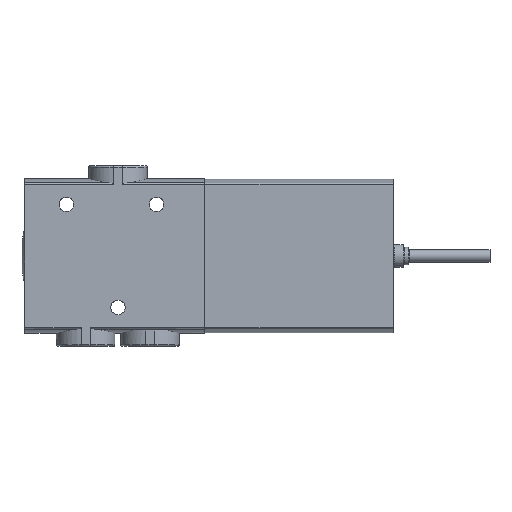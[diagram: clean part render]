
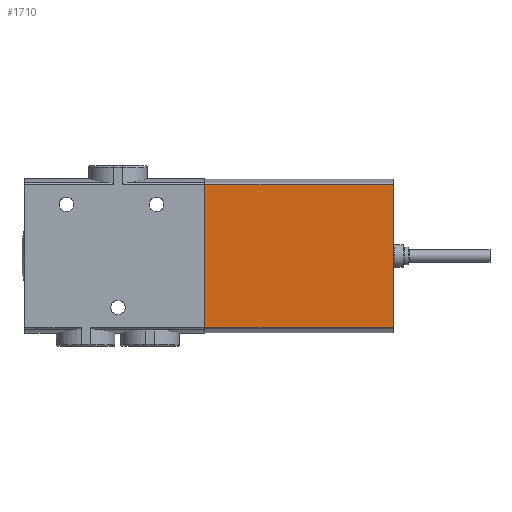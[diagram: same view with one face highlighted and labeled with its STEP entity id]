
A CAD part, top view. The second image highlights one B-rep face of the part: STEP entity #1710.
In plain terms, the highlighted planar face has unit normal (0, 0, 1).
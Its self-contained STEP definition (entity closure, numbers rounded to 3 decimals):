
#37=PLANE('',#1843);
#361=ORIENTED_EDGE('',*,*,#581,.T.);
#362=ORIENTED_EDGE('',*,*,#596,.F.);
#363=ORIENTED_EDGE('',*,*,#597,.F.);
#364=ORIENTED_EDGE('',*,*,#582,.T.);
#581=EDGE_CURVE('',#702,#708,#786,.T.);
#582=EDGE_CURVE('',#709,#702,#787,.T.);
#596=EDGE_CURVE('',#716,#708,#795,.T.);
#597=EDGE_CURVE('',#709,#716,#796,.T.);
#702=VERTEX_POINT('',#2593);
#708=VERTEX_POINT('',#2605);
#709=VERTEX_POINT('',#2609);
#716=VERTEX_POINT('',#2635);
#786=LINE('',#2606,#848);
#787=LINE('',#2608,#849);
#795=LINE('',#2636,#857);
#796=LINE('',#2638,#858);
#848=VECTOR('',#2100,1000.);
#849=VECTOR('',#2103,1000.);
#857=VECTOR('',#2135,1000.);
#858=VECTOR('',#2138,1000.);
#910=EDGE_LOOP('',(#361,#362,#363,#364));
#1020=FACE_BOUND('',#910,.T.);
#1710=ADVANCED_FACE('',(#1020),#37,.F.);
#1843=AXIS2_PLACEMENT_3D('',#2637,#2136,#2137);
#2100=DIRECTION('',(0.,-1.,0.));
#2103=DIRECTION('',(-1.,0.,0.));
#2135=DIRECTION('',(-1.,0.,0.));
#2136=DIRECTION('',(0.,0.,-1.));
#2137=DIRECTION('',(-1.,0.,0.));
#2138=DIRECTION('',(0.,-1.,0.));
#2593=CARTESIAN_POINT('',(56.,46.179,8.9));
#2605=CARTESIAN_POINT('',(56.,1.821,8.9));
#2606=CARTESIAN_POINT('',(56.,46.179,8.9));
#2608=CARTESIAN_POINT('',(114.6,46.179,8.9));
#2609=CARTESIAN_POINT('',(114.6,46.179,8.9));
#2635=CARTESIAN_POINT('',(114.6,1.821,8.9));
#2636=CARTESIAN_POINT('',(114.6,1.821,8.9));
#2637=CARTESIAN_POINT('',(114.6,46.179,8.9));
#2638=CARTESIAN_POINT('',(114.6,46.179,8.9));
